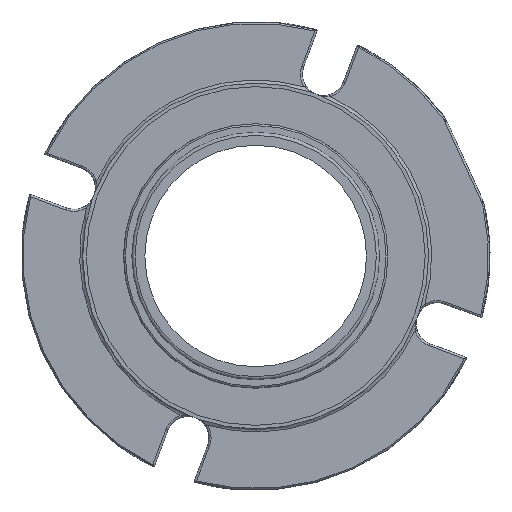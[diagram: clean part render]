
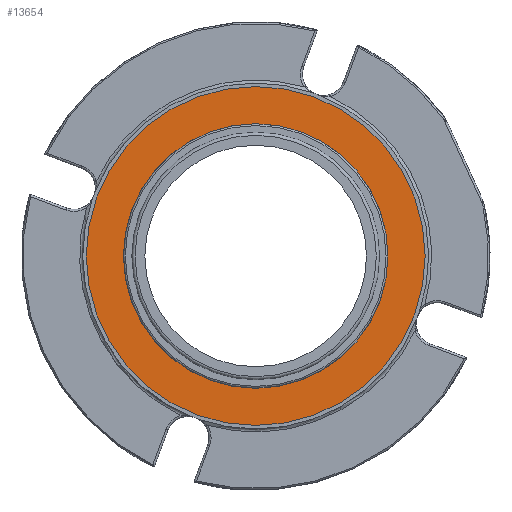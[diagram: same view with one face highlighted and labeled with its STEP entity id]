
A CAD part, front view. The second image highlights one B-rep face of the part: STEP entity #13654.
In plain terms, the highlighted planar face has unit normal (0, -1, 0).
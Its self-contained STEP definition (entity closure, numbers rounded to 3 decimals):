
#1402=PLANE('',#14642);
#2016=CIRCLE('',#14641,82.55);
#2017=CIRCLE('',#14643,64.453);
#4828=ORIENTED_EDGE('',*,*,#6256,.T.);
#4829=ORIENTED_EDGE('',*,*,#6255,.T.);
#6255=EDGE_CURVE('',#7170,#7170,#2016,.T.);
#6256=EDGE_CURVE('',#7171,#7171,#2017,.F.);
#7170=VERTEX_POINT('',#24535);
#7171=VERTEX_POINT('',#24538);
#8261=EDGE_LOOP('',(#4828));
#8262=EDGE_LOOP('',(#4829));
#8931=FACE_BOUND('',#8261,.T.);
#8932=FACE_BOUND('',#8262,.T.);
#13654=ADVANCED_FACE('',(#8931,#8932),#1402,.T.);
#14641=AXIS2_PLACEMENT_3D('',#24534,#17089,#17090);
#14642=AXIS2_PLACEMENT_3D('',#24536,#17091,#17092);
#14643=AXIS2_PLACEMENT_3D('',#24537,#17093,#17094);
#17089=DIRECTION('',(0.,-1.,0.));
#17090=DIRECTION('',(0.,0.,1.));
#17091=DIRECTION('',(0.,-1.,0.));
#17092=DIRECTION('',(0.,0.,1.));
#17093=DIRECTION('',(0.,-1.,0.));
#17094=DIRECTION('',(1.,0.,0.));
#24534=CARTESIAN_POINT('',(0.,31.141,0.));
#24535=CARTESIAN_POINT('',(0.,31.141,82.55));
#24536=CARTESIAN_POINT('',(0.,31.141,68.263));
#24537=CARTESIAN_POINT('',(0.,31.141,0.));
#24538=CARTESIAN_POINT('',(64.453,31.141,0.));
